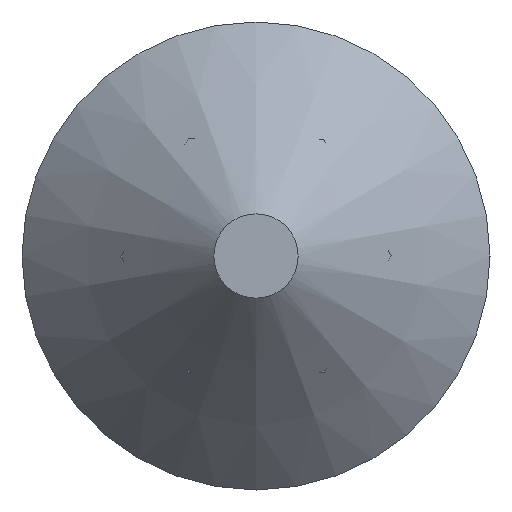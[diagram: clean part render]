
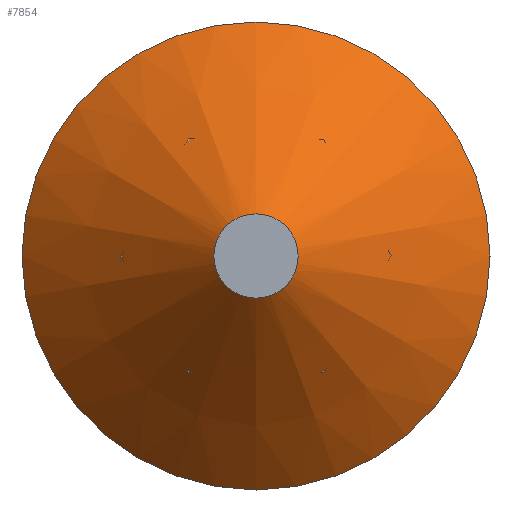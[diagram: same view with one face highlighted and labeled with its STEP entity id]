
A CAD part, left-side view. The second image highlights one B-rep face of the part: STEP entity #7854.
In plain terms, the highlighted conical face has half-angle 45 degrees and reference radius 0.45 mm.
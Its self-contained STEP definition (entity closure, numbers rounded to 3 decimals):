
#6 = CARTESIAN_POINT ( 'NONE',  ( 0., 0., 0. ) ) ;
#121 = CARTESIAN_POINT ( 'NONE',  ( 0., 0., 0.45 ) ) ;
#195 = CARTESIAN_POINT ( 'NONE',  ( 0., 0., 0. ) ) ;
#327 = EDGE_LOOP ( 'NONE', ( #8464 ) ) ;
#549 = CARTESIAN_POINT ( 'NONE',  ( 2.05, 0., 0. ) ) ;
#563 = VERTEX_POINT ( 'NONE', #121 ) ;
#1702 = ORIENTED_EDGE ( 'NONE', *, *, #9596, .T. ) ;
#2153 = CIRCLE ( 'NONE', #2938, 0.45 ) ;
#2642 = VERTEX_POINT ( 'NONE', #10100 ) ;
#2938 = AXIS2_PLACEMENT_3D ( 'NONE', #195, #4368, #5188 ) ;
#3706 = FACE_BOUND ( 'NONE', #327, .T. ) ;
#4368 = DIRECTION ( 'NONE',  ( -1., 0., 0. ) ) ;
#4374 = FACE_OUTER_BOUND ( 'NONE', #6883, .T. ) ;
#5109 = DIRECTION ( 'NONE',  ( 1., 0., 0. ) ) ;
#5188 = DIRECTION ( 'NONE',  ( 0., 0., 1. ) ) ;
#6389 = DIRECTION ( 'NONE',  ( 0., 0., 1. ) ) ;
#6678 = DIRECTION ( 'NONE',  ( 0., 0., -1. ) ) ;
#6763 = AXIS2_PLACEMENT_3D ( 'NONE', #549, #10591, #6389 ) ;
#6883 = EDGE_LOOP ( 'NONE', ( #1702 ) ) ;
#7854 = ADVANCED_FACE ( 'NONE', ( #4374, #3706 ), #10610, .T. ) ;
#7963 = EDGE_CURVE ( 'NONE', #563, #563, #2153, .T. ) ;
#8464 = ORIENTED_EDGE ( 'NONE', *, *, #7963, .F. ) ;
#9596 = EDGE_CURVE ( 'NONE', #2642, #2642, #10195, .T. ) ;
#10100 = CARTESIAN_POINT ( 'NONE',  ( 2.05, 0., 2.5 ) ) ;
#10195 = CIRCLE ( 'NONE', #6763, 2.5 ) ;
#10591 = DIRECTION ( 'NONE',  ( -1., 0., 0. ) ) ;
#10610 = CONICAL_SURFACE ( 'NONE', #10739, 0.45, 0.785 ) ;
#10739 = AXIS2_PLACEMENT_3D ( 'NONE', #6, #5109, #6678 ) ;
